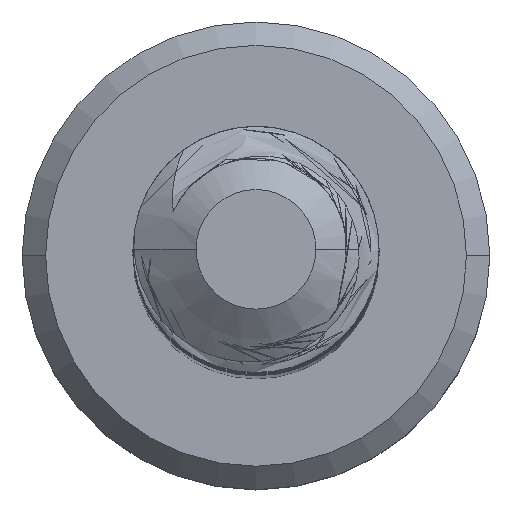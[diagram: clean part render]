
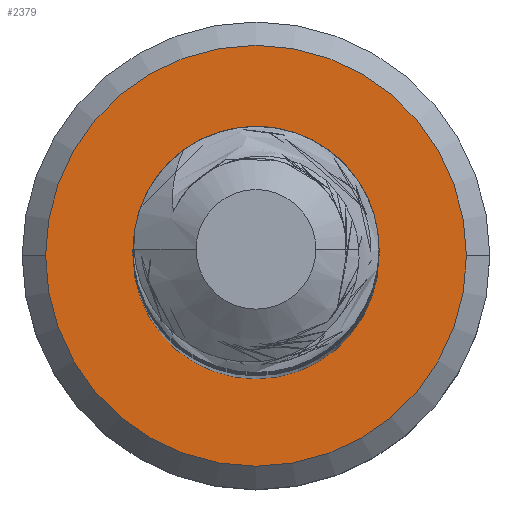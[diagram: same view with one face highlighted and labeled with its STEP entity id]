
A CAD part, top view. The second image highlights one B-rep face of the part: STEP entity #2379.
In plain terms, the highlighted planar face has unit normal (0, 0, 1).
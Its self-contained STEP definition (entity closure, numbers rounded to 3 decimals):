
#21 = DIRECTION ( 'NONE',  ( -1., 0., 0. ) ) ;
#577 = DIRECTION ( 'NONE',  ( -1., 0., 0. ) ) ;
#1061 = CIRCLE ( 'NONE', #9294, 1. ) ;
#1571 = VERTEX_POINT ( 'NONE', #11386 ) ;
#2245 = FACE_BOUND ( 'NONE', #10802, .T. ) ;
#2271 = CARTESIAN_POINT ( 'NONE',  ( 0., 0., -30. ) ) ;
#2379 = ADVANCED_FACE ( 'NONE', ( #9219, #2245 ), #2780, .F. ) ;
#2494 = EDGE_CURVE ( 'NONE', #6845, #9156, #1061, .T. ) ;
#2780 = PLANE ( 'NONE',  #4428 ) ;
#2879 = EDGE_CURVE ( 'NONE', #1571, #10824, #9359, .T. ) ;
#3198 = DIRECTION ( 'NONE',  ( 1., 0., 0. ) ) ;
#3541 = AXIS2_PLACEMENT_3D ( 'NONE', #2271, #8671, #3198 ) ;
#3807 = EDGE_LOOP ( 'NONE', ( #6948, #4662 ) ) ;
#4149 = CARTESIAN_POINT ( 'NONE',  ( 0., 0., -30. ) ) ;
#4167 = CARTESIAN_POINT ( 'NONE',  ( -1., 0., -30. ) ) ;
#4384 = DIRECTION ( 'NONE',  ( 0., 0., 1. ) ) ;
#4428 = AXIS2_PLACEMENT_3D ( 'NONE', #10969, #5509, #21 ) ;
#4482 = CIRCLE ( 'NONE', #3541, 1. ) ;
#4662 = ORIENTED_EDGE ( 'NONE', *, *, #2879, .T. ) ;
#4761 = AXIS2_PLACEMENT_3D ( 'NONE', #11495, #6054, #577 ) ;
#5058 = DIRECTION ( 'NONE',  ( 1., 0., 0. ) ) ;
#5478 = EDGE_CURVE ( 'NONE', #9156, #6845, #4482, .T. ) ;
#5509 = DIRECTION ( 'NONE',  ( 0., 0., -1. ) ) ;
#6022 = CARTESIAN_POINT ( 'NONE',  ( 1., 0., -30. ) ) ;
#6054 = DIRECTION ( 'NONE',  ( 0., 0., 1. ) ) ;
#6845 = VERTEX_POINT ( 'NONE', #4167 ) ;
#6948 = ORIENTED_EDGE ( 'NONE', *, *, #8203, .T. ) ;
#8022 = AXIS2_PLACEMENT_3D ( 'NONE', #9850, #4384, #10744 ) ;
#8203 = EDGE_CURVE ( 'NONE', #10824, #1571, #11096, .T. ) ;
#8241 = ORIENTED_EDGE ( 'NONE', *, *, #2494, .F. ) ;
#8456 = ORIENTED_EDGE ( 'NONE', *, *, #5478, .F. ) ;
#8671 = DIRECTION ( 'NONE',  ( 0., 0., 1. ) ) ;
#9156 = VERTEX_POINT ( 'NONE', #6022 ) ;
#9219 = FACE_OUTER_BOUND ( 'NONE', #3807, .T. ) ;
#9294 = AXIS2_PLACEMENT_3D ( 'NONE', #4149, #10514, #5058 ) ;
#9359 = CIRCLE ( 'NONE', #4761, 1.71 ) ;
#9438 = CARTESIAN_POINT ( 'NONE',  ( -1.71, 0., -30. ) ) ;
#9850 = CARTESIAN_POINT ( 'NONE',  ( 0., 0., -30. ) ) ;
#10514 = DIRECTION ( 'NONE',  ( 0., 0., 1. ) ) ;
#10744 = DIRECTION ( 'NONE',  ( -1., 0., 0. ) ) ;
#10802 = EDGE_LOOP ( 'NONE', ( #8456, #8241 ) ) ;
#10824 = VERTEX_POINT ( 'NONE', #9438 ) ;
#10969 = CARTESIAN_POINT ( 'NONE',  ( 0., 0., -30. ) ) ;
#11096 = CIRCLE ( 'NONE', #8022, 1.71 ) ;
#11386 = CARTESIAN_POINT ( 'NONE',  ( 1.71, 0., -30. ) ) ;
#11495 = CARTESIAN_POINT ( 'NONE',  ( 0., 0., -30. ) ) ;
